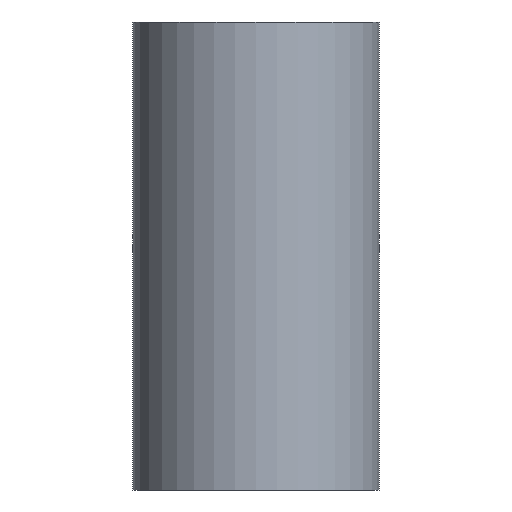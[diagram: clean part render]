
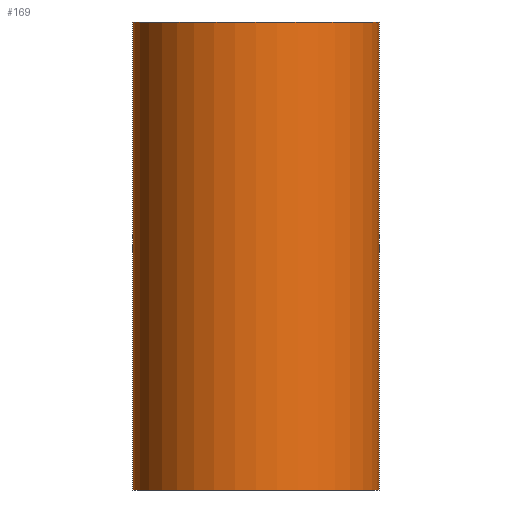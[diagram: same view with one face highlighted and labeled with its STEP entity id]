
A CAD part, left-side view. The second image highlights one B-rep face of the part: STEP entity #169.
In plain terms, the highlighted cylindrical face has radius 30.5 mm (diameter 61 mm), a full revolution.
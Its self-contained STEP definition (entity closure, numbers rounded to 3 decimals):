
#22=FACE_BOUND($,#58,.T.);
#23=FACE_BOUND($,#59,.T.);
#38=B_SPLINE_CURVE_WITH_KNOTS($,3,(#327,#328,#329,#330,#331,#332,#333,#334,
#335,#336,#337,#338,#339,#340,#341,#342),.UNSPECIFIED.,.F.,.F.,(4,2,2,2,
2,2,2,4),(5.423,5.763,6.103,6.782,
7.12,7.458,7.797,8.135),
 .UNSPECIFIED.);
#39=B_SPLINE_CURVE_WITH_KNOTS($,3,(#344,#345,#346,#347,#348,#349,#350,#351,
#352,#353,#354,#355,#356,#357,#358,#359),.UNSPECIFIED.,.F.,.F.,(4,2,2,2,
2,2,2,4),(-5.423,-5.083,-4.743,-4.064,
-3.726,-3.388,-3.05,-2.712),
 .UNSPECIFIED.);
#40=B_SPLINE_CURVE_WITH_KNOTS($,3,(#361,#362,#363,#364,#365,#366,#367,#368,
#369,#370,#371,#372,#373,#374,#375,#376),.UNSPECIFIED.,.F.,.F.,(4,2,2,2,
2,2,2,4),(8.135,8.473,8.811,9.149,
9.487,10.166,10.506,10.846),
 .UNSPECIFIED.);
#41=B_SPLINE_CURVE_WITH_KNOTS($,3,(#377,#378,#379,#380,#381,#382,#383,#384,
#385,#386,#387,#388,#389,#390,#391,#392),.UNSPECIFIED.,.F.,.F.,(4,2,2,2,
2,2,2,4),(-2.712,-2.373,-2.035,-1.697,
-1.359,-0.68,-0.34,0.),
 .UNSPECIFIED.);
#44=FACE_OUTER_BOUND($,#57,.T.);
#57=EDGE_LOOP($,(#131));
#58=EDGE_LOOP($,(#132));
#59=EDGE_LOOP($,(#133,#134,#135,#136));
#83=CIRCLE($,#189,30.5);
#84=CIRCLE($,#190,30.5);
#96=VERTEX_POINT($,#321);
#97=VERTEX_POINT($,#323);
#98=VERTEX_POINT($,#325);
#99=VERTEX_POINT($,#326);
#100=VERTEX_POINT($,#343);
#101=VERTEX_POINT($,#360);
#113=EDGE_CURVE($,#96,#96,#83,.T.);
#114=EDGE_CURVE($,#97,#97,#84,.T.);
#115=EDGE_CURVE($,#98,#99,#38,.T.);
#116=EDGE_CURVE($,#98,#100,#39,.T.);
#117=EDGE_CURVE($,#100,#101,#40,.T.);
#118=EDGE_CURVE($,#99,#101,#41,.T.);
#131=ORIENTED_EDGE($,*,*,#113,.F.);
#132=ORIENTED_EDGE($,*,*,#114,.T.);
#133=ORIENTED_EDGE($,*,*,#115,.F.);
#134=ORIENTED_EDGE($,*,*,#116,.T.);
#135=ORIENTED_EDGE($,*,*,#117,.T.);
#136=ORIENTED_EDGE($,*,*,#118,.F.);
#162=CYLINDRICAL_SURFACE($,#188,30.5);
#169=ADVANCED_FACE($,(#44,#22,#23),#162,.T.);
#188=AXIS2_PLACEMENT_3D($,#320,#220,#221);
#189=AXIS2_PLACEMENT_3D($,#322,#222,#223);
#190=AXIS2_PLACEMENT_3D($,#324,#224,#225);
#220=DIRECTION('center_axis',(0.,0.,1.));
#221=DIRECTION('ref_axis',(1.,0.,0.));
#222=DIRECTION('center_axis',(0.,0.,1.));
#223=DIRECTION('ref_axis',(1.,0.,0.));
#224=DIRECTION('center_axis',(0.,0.,1.));
#225=DIRECTION('ref_axis',(1.,0.,0.));
#320=CARTESIAN_POINT('Origin',(0.,0.,0.));
#321=CARTESIAN_POINT('',(-30.5,0.,116.));
#322=CARTESIAN_POINT('Origin',(0.,0.,116.));
#323=CARTESIAN_POINT('',(30.5,0.,0.));
#324=CARTESIAN_POINT('Origin',(0.,0.,0.));
#325=CARTESIAN_POINT('',(24.98,-17.5,58.));
#326=CARTESIAN_POINT('',(30.5,0.,40.5));
#327=CARTESIAN_POINT('Ctrl Pts',(24.98,-17.5,58.));
#328=CARTESIAN_POINT('Ctrl Pts',(24.98,-17.5,56.867));
#329=CARTESIAN_POINT('Ctrl Pts',(25.059,-17.388,55.708));
#330=CARTESIAN_POINT('Ctrl Pts',(25.37,-16.931,53.425));
#331=CARTESIAN_POINT('Ctrl Pts',(25.601,-16.586,52.3));
#332=CARTESIAN_POINT('Ctrl Pts',(26.443,-15.237,49.084));
#333=CARTESIAN_POINT('Ctrl Pts',(27.199,-13.903,47.154));
#334=CARTESIAN_POINT('Ctrl Pts',(28.214,-11.614,44.865));
#335=CARTESIAN_POINT('Ctrl Pts',(28.559,-10.753,44.147));
#336=CARTESIAN_POINT('Ctrl Pts',(29.199,-8.87,42.871));
#337=CARTESIAN_POINT('Ctrl Pts',(29.494,-7.846,42.314));
#338=CARTESIAN_POINT('Ctrl Pts',(29.983,-5.697,41.412));
#339=CARTESIAN_POINT('Ctrl Pts',(30.178,-4.569,41.067));
#340=CARTESIAN_POINT('Ctrl Pts',(30.436,-2.284,40.611));
#341=CARTESIAN_POINT('Ctrl Pts',(30.5,-1.127,40.5));
#342=CARTESIAN_POINT('Ctrl Pts',(30.5,0.,40.5));
#343=CARTESIAN_POINT('',(30.5,0.,75.5));
#344=CARTESIAN_POINT('Ctrl Pts',(24.98,-17.5,58.));
#345=CARTESIAN_POINT('Ctrl Pts',(24.98,-17.5,59.133));
#346=CARTESIAN_POINT('Ctrl Pts',(25.059,-17.388,60.292));
#347=CARTESIAN_POINT('Ctrl Pts',(25.37,-16.931,62.575));
#348=CARTESIAN_POINT('Ctrl Pts',(25.601,-16.586,63.7));
#349=CARTESIAN_POINT('Ctrl Pts',(26.443,-15.237,66.916));
#350=CARTESIAN_POINT('Ctrl Pts',(27.199,-13.903,68.846));
#351=CARTESIAN_POINT('Ctrl Pts',(28.214,-11.614,71.135));
#352=CARTESIAN_POINT('Ctrl Pts',(28.559,-10.753,71.853));
#353=CARTESIAN_POINT('Ctrl Pts',(29.199,-8.87,73.129));
#354=CARTESIAN_POINT('Ctrl Pts',(29.494,-7.846,73.686));
#355=CARTESIAN_POINT('Ctrl Pts',(29.983,-5.697,74.588));
#356=CARTESIAN_POINT('Ctrl Pts',(30.178,-4.569,74.933));
#357=CARTESIAN_POINT('Ctrl Pts',(30.436,-2.284,75.389));
#358=CARTESIAN_POINT('Ctrl Pts',(30.5,-1.127,75.5));
#359=CARTESIAN_POINT('Ctrl Pts',(30.5,0.,75.5));
#360=CARTESIAN_POINT('',(24.98,17.5,58.));
#361=CARTESIAN_POINT('Ctrl Pts',(30.5,0.,75.5));
#362=CARTESIAN_POINT('Ctrl Pts',(30.5,1.127,75.5));
#363=CARTESIAN_POINT('Ctrl Pts',(30.436,2.284,75.389));
#364=CARTESIAN_POINT('Ctrl Pts',(30.178,4.569,74.933));
#365=CARTESIAN_POINT('Ctrl Pts',(29.983,5.697,74.588));
#366=CARTESIAN_POINT('Ctrl Pts',(29.494,7.846,73.686));
#367=CARTESIAN_POINT('Ctrl Pts',(29.199,8.87,73.129));
#368=CARTESIAN_POINT('Ctrl Pts',(28.559,10.753,71.853));
#369=CARTESIAN_POINT('Ctrl Pts',(28.214,11.614,71.135));
#370=CARTESIAN_POINT('Ctrl Pts',(27.199,13.903,68.846));
#371=CARTESIAN_POINT('Ctrl Pts',(26.443,15.237,66.916));
#372=CARTESIAN_POINT('Ctrl Pts',(25.601,16.586,63.7));
#373=CARTESIAN_POINT('Ctrl Pts',(25.37,16.931,62.575));
#374=CARTESIAN_POINT('Ctrl Pts',(25.059,17.388,60.292));
#375=CARTESIAN_POINT('Ctrl Pts',(24.98,17.5,59.133));
#376=CARTESIAN_POINT('Ctrl Pts',(24.98,17.5,58.));
#377=CARTESIAN_POINT('Ctrl Pts',(30.5,0.,40.5));
#378=CARTESIAN_POINT('Ctrl Pts',(30.5,1.127,40.5));
#379=CARTESIAN_POINT('Ctrl Pts',(30.436,2.284,40.611));
#380=CARTESIAN_POINT('Ctrl Pts',(30.178,4.569,41.067));
#381=CARTESIAN_POINT('Ctrl Pts',(29.983,5.697,41.412));
#382=CARTESIAN_POINT('Ctrl Pts',(29.494,7.846,42.314));
#383=CARTESIAN_POINT('Ctrl Pts',(29.199,8.87,42.871));
#384=CARTESIAN_POINT('Ctrl Pts',(28.559,10.753,44.147));
#385=CARTESIAN_POINT('Ctrl Pts',(28.214,11.614,44.865));
#386=CARTESIAN_POINT('Ctrl Pts',(27.199,13.903,47.154));
#387=CARTESIAN_POINT('Ctrl Pts',(26.443,15.237,49.084));
#388=CARTESIAN_POINT('Ctrl Pts',(25.601,16.586,52.3));
#389=CARTESIAN_POINT('Ctrl Pts',(25.37,16.931,53.425));
#390=CARTESIAN_POINT('Ctrl Pts',(25.059,17.388,55.708));
#391=CARTESIAN_POINT('Ctrl Pts',(24.98,17.5,56.867));
#392=CARTESIAN_POINT('Ctrl Pts',(24.98,17.5,58.));
